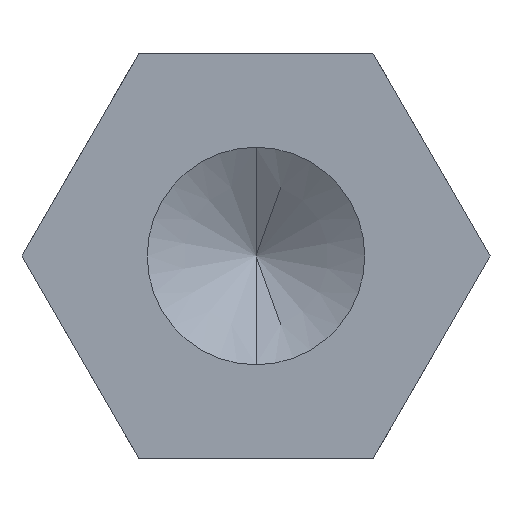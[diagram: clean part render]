
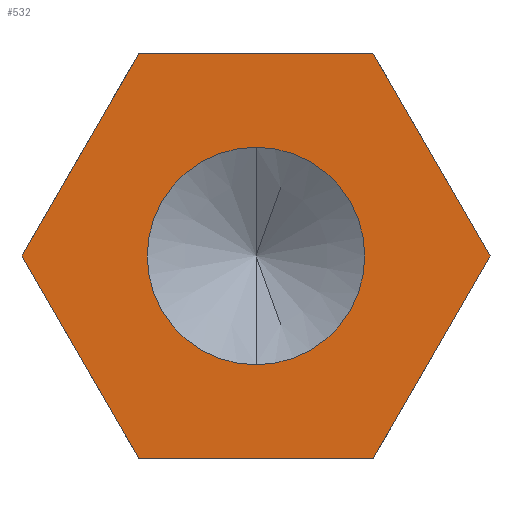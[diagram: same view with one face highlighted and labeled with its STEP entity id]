
A CAD part, left-side view. The second image highlights one B-rep face of the part: STEP entity #532.
In plain terms, the highlighted planar face has unit normal (-1, 0, 0).
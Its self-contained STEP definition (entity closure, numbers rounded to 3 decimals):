
#1 = CARTESIAN_POINT ( 'NONE',  ( -12., 10.97, 0. ) ) ;
#5 = CARTESIAN_POINT ( 'NONE',  ( -12., -5.485, 9.5 ) ) ;
#29 = ORIENTED_EDGE ( 'NONE', *, *, #160, .T. ) ;
#36 = VERTEX_POINT ( 'NONE', #297 ) ;
#37 = DIRECTION ( 'NONE',  ( 0., -0.5, 0.866 ) ) ;
#40 = CIRCLE ( 'NONE', #106, 5.1 ) ;
#49 = VERTEX_POINT ( 'NONE', #128 ) ;
#67 = EDGE_LOOP ( 'NONE', ( #689, #486 ) ) ;
#70 = CARTESIAN_POINT ( 'NONE',  ( -12., 5.485, -9.5 ) ) ;
#106 = AXIS2_PLACEMENT_3D ( 'NONE', #543, #170, #119 ) ;
#112 = VERTEX_POINT ( 'NONE', #196 ) ;
#117 = DIRECTION ( 'NONE',  ( -1., 0., 0. ) ) ;
#119 = DIRECTION ( 'NONE',  ( 0., 0., 1. ) ) ;
#123 = DIRECTION ( 'NONE',  ( 0., -0.5, -0.866 ) ) ;
#126 = CARTESIAN_POINT ( 'NONE',  ( -12., 0., 0. ) ) ;
#128 = CARTESIAN_POINT ( 'NONE',  ( -12., 10.97, 0. ) ) ;
#143 = AXIS2_PLACEMENT_3D ( 'NONE', #126, #117, #422 ) ;
#154 = CARTESIAN_POINT ( 'NONE',  ( -12., -10.97, 0. ) ) ;
#160 = EDGE_CURVE ( 'NONE', #673, #227, #199, .T. ) ;
#170 = DIRECTION ( 'NONE',  ( -1., 0., 0. ) ) ;
#196 = CARTESIAN_POINT ( 'NONE',  ( -12., 0., -5.1 ) ) ;
#199 = LINE ( 'NONE', #70, #272 ) ;
#208 = CARTESIAN_POINT ( 'NONE',  ( -12., 0., 5.1 ) ) ;
#214 = AXIS2_PLACEMENT_3D ( 'NONE', #319, #365, #588 ) ;
#227 = VERTEX_POINT ( 'NONE', #560 ) ;
#234 = ORIENTED_EDGE ( 'NONE', *, *, #483, .T. ) ;
#236 = LINE ( 'NONE', #1, #693 ) ;
#259 = CARTESIAN_POINT ( 'NONE',  ( -12., -5.485, -9.5 ) ) ;
#263 = ORIENTED_EDGE ( 'NONE', *, *, #356, .T. ) ;
#272 = VECTOR ( 'NONE', #316, 1000. ) ;
#273 = CARTESIAN_POINT ( 'NONE',  ( -12., 5.485, 9.5 ) ) ;
#297 = CARTESIAN_POINT ( 'NONE',  ( -12., -5.485, 9.5 ) ) ;
#312 = VECTOR ( 'NONE', #550, 1000. ) ;
#316 = DIRECTION ( 'NONE',  ( 0., -1., 0. ) ) ;
#319 = CARTESIAN_POINT ( 'NONE',  ( -12., 0., 0. ) ) ;
#320 = FACE_BOUND ( 'NONE', #67, .T. ) ;
#325 = DIRECTION ( 'NONE',  ( 0., 1., 0. ) ) ;
#348 = CARTESIAN_POINT ( 'NONE',  ( -12., 5.485, 9.5 ) ) ;
#352 = EDGE_LOOP ( 'NONE', ( #263, #620, #490, #234, #29, #451 ) ) ;
#356 = EDGE_CURVE ( 'NONE', #663, #36, #684, .T. ) ;
#365 = DIRECTION ( 'NONE',  ( -1., 0., 0. ) ) ;
#370 = VERTEX_POINT ( 'NONE', #208 ) ;
#404 = LINE ( 'NONE', #273, #621 ) ;
#421 = LINE ( 'NONE', #259, #611 ) ;
#422 = DIRECTION ( 'NONE',  ( 0., 0., 1. ) ) ;
#432 = DIRECTION ( 'NONE',  ( 0., 0.5, -0.866 ) ) ;
#451 = ORIENTED_EDGE ( 'NONE', *, *, #700, .T. ) ;
#458 = EDGE_CURVE ( 'NONE', #36, #671, #659, .T. ) ;
#473 = CARTESIAN_POINT ( 'NONE',  ( -12., 5.485, -9.5 ) ) ;
#483 = EDGE_CURVE ( 'NONE', #49, #673, #236, .T. ) ;
#486 = ORIENTED_EDGE ( 'NONE', *, *, #555, .F. ) ;
#490 = ORIENTED_EDGE ( 'NONE', *, *, #491, .T. ) ;
#491 = EDGE_CURVE ( 'NONE', #671, #49, #404, .T. ) ;
#519 = CIRCLE ( 'NONE', #143, 5.1 ) ;
#530 = EDGE_CURVE ( 'NONE', #370, #112, #40, .T. ) ;
#532 = ADVANCED_FACE ( 'NONE', ( #320, #586 ), #591, .T. ) ;
#543 = CARTESIAN_POINT ( 'NONE',  ( -12., 0., 0. ) ) ;
#550 = DIRECTION ( 'NONE',  ( 0., 0.5, 0.866 ) ) ;
#555 = EDGE_CURVE ( 'NONE', #112, #370, #519, .T. ) ;
#560 = CARTESIAN_POINT ( 'NONE',  ( -12., -5.485, -9.5 ) ) ;
#586 = FACE_OUTER_BOUND ( 'NONE', #352, .T. ) ;
#588 = DIRECTION ( 'NONE',  ( 0., -1., 0. ) ) ;
#589 = CARTESIAN_POINT ( 'NONE',  ( -12., -10.97, 0. ) ) ;
#591 = PLANE ( 'NONE',  #214 ) ;
#595 = VECTOR ( 'NONE', #325, 1000. ) ;
#611 = VECTOR ( 'NONE', #37, 1000. ) ;
#620 = ORIENTED_EDGE ( 'NONE', *, *, #458, .T. ) ;
#621 = VECTOR ( 'NONE', #432, 1000. ) ;
#659 = LINE ( 'NONE', #5, #595 ) ;
#663 = VERTEX_POINT ( 'NONE', #154 ) ;
#671 = VERTEX_POINT ( 'NONE', #348 ) ;
#673 = VERTEX_POINT ( 'NONE', #473 ) ;
#684 = LINE ( 'NONE', #589, #312 ) ;
#689 = ORIENTED_EDGE ( 'NONE', *, *, #530, .F. ) ;
#693 = VECTOR ( 'NONE', #123, 1000. ) ;
#700 = EDGE_CURVE ( 'NONE', #227, #663, #421, .T. ) ;
